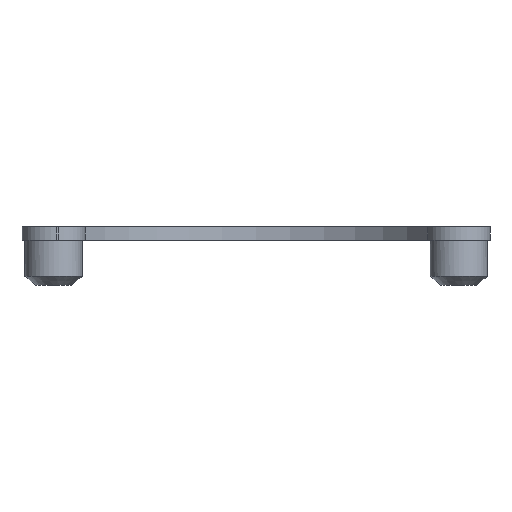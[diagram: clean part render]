
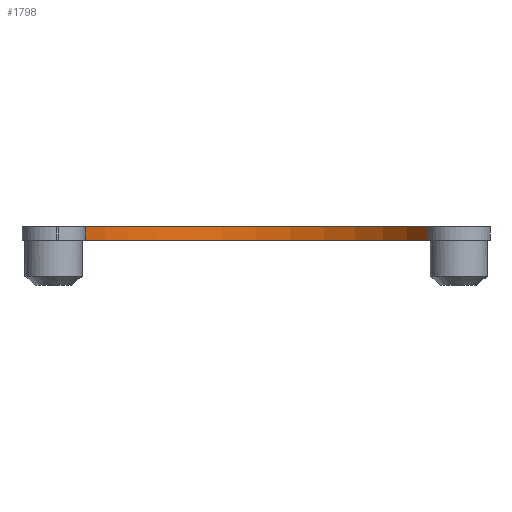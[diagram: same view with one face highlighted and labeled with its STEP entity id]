
A CAD part, front view. The second image highlights one B-rep face of the part: STEP entity #1798.
In plain terms, the highlighted cylindrical face has radius 43.879 mm (diameter 87.757 mm), a partial arc.
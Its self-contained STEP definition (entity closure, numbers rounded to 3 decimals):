
#71=CIRCLE('',#1837,43.879);
#137=CIRCLE('',#1954,43.879);
#286=FACE_OUTER_BOUND('',#410,.T.);
#410=EDGE_LOOP('',(#1611,#1612,#1613,#1614));
#567=LINE('',#3430,#719);
#568=LINE('',#3432,#720);
#719=VECTOR('',#2491,10.);
#720=VECTOR('',#2494,10.);
#767=VERTEX_POINT('',#2620);
#768=VERTEX_POINT('',#2622);
#869=VERTEX_POINT('',#3329);
#870=VERTEX_POINT('',#3331);
#937=EDGE_CURVE('',#767,#768,#71,.T.);
#1093=EDGE_CURVE('',#869,#870,#137,.T.);
#1143=EDGE_CURVE('',#767,#870,#567,.T.);
#1144=EDGE_CURVE('',#768,#869,#568,.T.);
#1611=ORIENTED_EDGE('',*,*,#937,.F.);
#1612=ORIENTED_EDGE('',*,*,#1143,.T.);
#1613=ORIENTED_EDGE('',*,*,#1093,.F.);
#1614=ORIENTED_EDGE('',*,*,#1144,.F.);
#1709=CYLINDRICAL_SURFACE('',#1990,43.879);
#1798=ADVANCED_FACE('',(#286),#1709,.F.);
#1837=AXIS2_PLACEMENT_3D('',#2623,#2072,#2073);
#1954=AXIS2_PLACEMENT_3D('',#3332,#2385,#2386);
#1990=AXIS2_PLACEMENT_3D('',#3431,#2492,#2493);
#2072=DIRECTION('center_axis',(0.,0.,-1.));
#2073=DIRECTION('ref_axis',(-0.866,0.5,0.));
#2385=DIRECTION('center_axis',(0.,0.,1.));
#2386=DIRECTION('ref_axis',(-0.866,0.5,0.));
#2491=DIRECTION('',(0.,0.,-1.));
#2492=DIRECTION('center_axis',(0.,0.,-1.));
#2493=DIRECTION('ref_axis',(-0.866,0.5,0.));
#2494=DIRECTION('',(0.,0.,-1.));
#2620=CARTESIAN_POINT('',(-24.,-25.,0.));
#2622=CARTESIAN_POINT('',(52.,-25.,0.));
#2623=CARTESIAN_POINT('Origin',(14.,-46.939,0.));
#3329=CARTESIAN_POINT('',(52.,-25.,-3.));
#3331=CARTESIAN_POINT('',(-24.,-25.,-3.));
#3332=CARTESIAN_POINT('Origin',(14.,-46.939,-3.));
#3430=CARTESIAN_POINT('',(-24.,-25.,0.));
#3431=CARTESIAN_POINT('Origin',(14.,-46.939,0.));
#3432=CARTESIAN_POINT('',(52.,-25.,0.));
